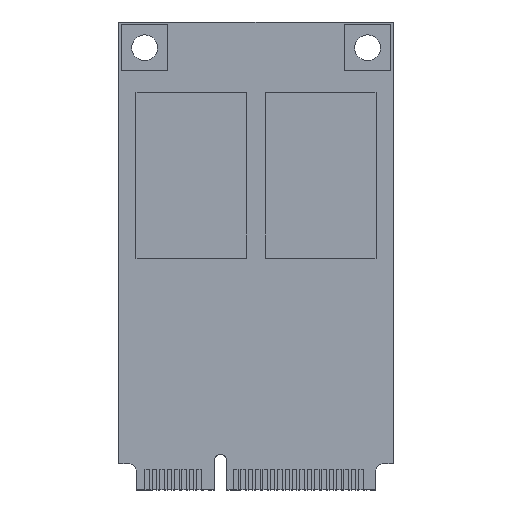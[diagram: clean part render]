
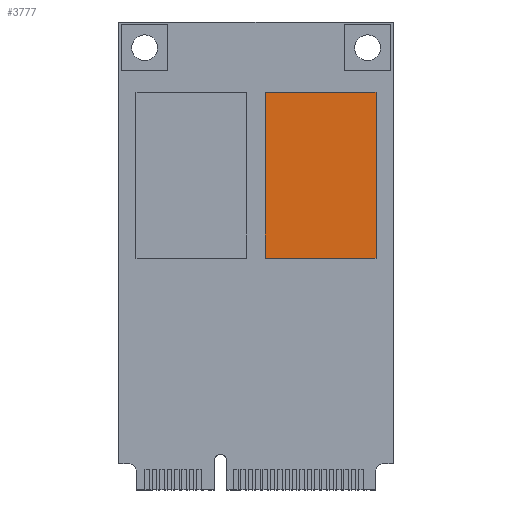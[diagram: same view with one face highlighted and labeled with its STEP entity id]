
A CAD part, top view. The second image highlights one B-rep face of the part: STEP entity #3777.
In plain terms, the highlighted planar face has unit normal (0, 0, 1).
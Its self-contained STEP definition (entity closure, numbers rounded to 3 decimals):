
#361 = CARTESIAN_POINT ( 'NONE',  ( 13.026, -2.483, 2.35 ) ) ;
#453 = VERTEX_POINT ( 'NONE', #6634 ) ;
#489 = LINE ( 'NONE', #1889, #6511 ) ;
#988 = PLANE ( 'NONE',  #7872 ) ;
#1096 = DIRECTION ( 'NONE',  ( 0., -1., 0. ) ) ;
#1105 = ORIENTED_EDGE ( 'NONE', *, *, #5803, .F. ) ;
#1220 = CARTESIAN_POINT ( 'NONE',  ( 13.026, 15.517, 2.35 ) ) ;
#1723 = DIRECTION ( 'NONE',  ( -1., 0., 0. ) ) ;
#1745 = CARTESIAN_POINT ( 'NONE',  ( 0., 0., 2.35 ) ) ;
#1889 = CARTESIAN_POINT ( 'NONE',  ( 1.026, 15.517, 2.35 ) ) ;
#2199 = VERTEX_POINT ( 'NONE', #5755 ) ;
#2511 = FACE_OUTER_BOUND ( 'NONE', #9014, .T. ) ;
#3020 = VECTOR ( 'NONE', #7044, 1000. ) ;
#3308 = ORIENTED_EDGE ( 'NONE', *, *, #4468, .F. ) ;
#3608 = ORIENTED_EDGE ( 'NONE', *, *, #4591, .F. ) ;
#3777 = ADVANCED_FACE ( 'NONE', ( #2511 ), #988, .T. ) ;
#3947 = CARTESIAN_POINT ( 'NONE',  ( 13.026, 15.517, 2.35 ) ) ;
#4468 = EDGE_CURVE ( 'NONE', #453, #7277, #489, .T. ) ;
#4591 = EDGE_CURVE ( 'NONE', #2199, #453, #5098, .T. ) ;
#4689 = DIRECTION ( 'NONE',  ( 0., 0., 1. ) ) ;
#4693 = VECTOR ( 'NONE', #1723, 1000. ) ;
#4813 = CARTESIAN_POINT ( 'NONE',  ( 1.026, -2.483, 2.35 ) ) ;
#5098 = LINE ( 'NONE', #4813, #4693 ) ;
#5383 = LINE ( 'NONE', #3947, #3020 ) ;
#5444 = VERTEX_POINT ( 'NONE', #1220 ) ;
#5755 = CARTESIAN_POINT ( 'NONE',  ( 13.026, -2.483, 2.35 ) ) ;
#5803 = EDGE_CURVE ( 'NONE', #7277, #5444, #5383, .T. ) ;
#6342 = ORIENTED_EDGE ( 'NONE', *, *, #8693, .F. ) ;
#6511 = VECTOR ( 'NONE', #7108, 1000. ) ;
#6634 = CARTESIAN_POINT ( 'NONE',  ( 1.026, -2.483, 2.35 ) ) ;
#6982 = LINE ( 'NONE', #361, #8575 ) ;
#7044 = DIRECTION ( 'NONE',  ( 1., 0., 0. ) ) ;
#7108 = DIRECTION ( 'NONE',  ( 0., 1., 0. ) ) ;
#7277 = VERTEX_POINT ( 'NONE', #9353 ) ;
#7588 = DIRECTION ( 'NONE',  ( 1., 0., 0. ) ) ;
#7872 = AXIS2_PLACEMENT_3D ( 'NONE', #1745, #4689, #7588 ) ;
#8575 = VECTOR ( 'NONE', #1096, 1000. ) ;
#8693 = EDGE_CURVE ( 'NONE', #5444, #2199, #6982, .T. ) ;
#9014 = EDGE_LOOP ( 'NONE', ( #1105, #3308, #3608, #6342 ) ) ;
#9353 = CARTESIAN_POINT ( 'NONE',  ( 1.026, 15.517, 2.35 ) ) ;
